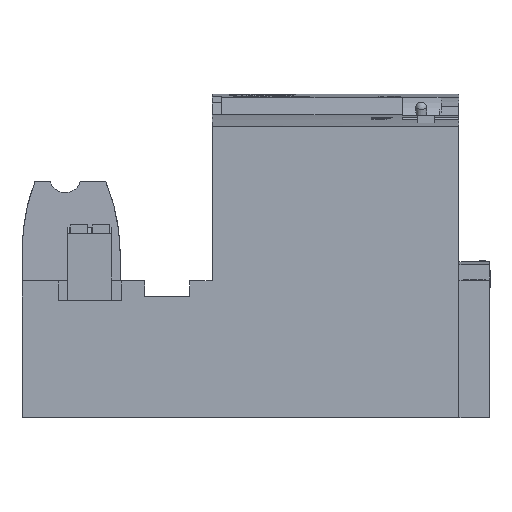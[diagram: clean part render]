
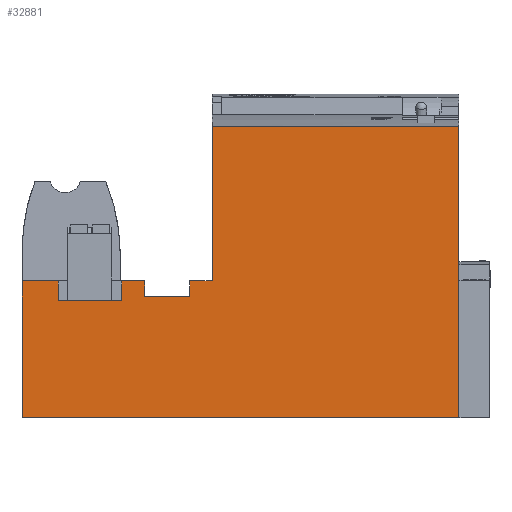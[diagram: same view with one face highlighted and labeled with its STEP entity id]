
A CAD part, front view. The second image highlights one B-rep face of the part: STEP entity #32881.
In plain terms, the highlighted planar face has unit normal (0, -1, 0).
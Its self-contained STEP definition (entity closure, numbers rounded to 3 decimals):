
#32881=ADVANCED_FACE('',(#40257),#37010,.T.);
#37010=PLANE('',#103235);
#40257=FACE_OUTER_BOUND('',#44215,.T.);
#44215=EDGE_LOOP('',(#49439,#49440,#49441,#49442,#49443,#49444,#49445,#49446,
#49447,#49448,#49449,#49450,#49451,#49452));
#49439=ORIENTED_EDGE('',*,*,#77360,.F.);
#49440=ORIENTED_EDGE('',*,*,#77361,.T.);
#49441=ORIENTED_EDGE('',*,*,#77362,.F.);
#49442=ORIENTED_EDGE('',*,*,#77363,.T.);
#49443=ORIENTED_EDGE('',*,*,#77364,.F.);
#49444=ORIENTED_EDGE('',*,*,#77365,.F.);
#49445=ORIENTED_EDGE('',*,*,#77366,.F.);
#49446=ORIENTED_EDGE('',*,*,#77367,.T.);
#49447=ORIENTED_EDGE('',*,*,#77368,.F.);
#49448=ORIENTED_EDGE('',*,*,#77369,.T.);
#49449=ORIENTED_EDGE('',*,*,#77370,.T.);
#49450=ORIENTED_EDGE('',*,*,#77326,.F.);
#49451=ORIENTED_EDGE('',*,*,#77371,.F.);
#49452=ORIENTED_EDGE('',*,*,#77372,.T.);
#70249=VERTEX_POINT('',#126596);
#70250=VERTEX_POINT('',#126598);
#70276=VERTEX_POINT('',#126668);
#70277=VERTEX_POINT('',#126669);
#70278=VERTEX_POINT('',#126671);
#70279=VERTEX_POINT('',#126673);
#70280=VERTEX_POINT('',#126675);
#70281=VERTEX_POINT('',#126677);
#70282=VERTEX_POINT('',#126679);
#70283=VERTEX_POINT('',#126681);
#70284=VERTEX_POINT('',#126683);
#70285=VERTEX_POINT('',#126685);
#70286=VERTEX_POINT('',#126687);
#70287=VERTEX_POINT('',#126690);
#77326=EDGE_CURVE('',#70249,#70250,#87763,.T.);
#77360=EDGE_CURVE('',#70276,#70277,#87792,.T.);
#77361=EDGE_CURVE('',#70276,#70278,#87793,.T.);
#77362=EDGE_CURVE('',#70279,#70278,#87794,.T.);
#77363=EDGE_CURVE('',#70279,#70280,#87795,.T.);
#77364=EDGE_CURVE('',#70281,#70280,#87796,.T.);
#77365=EDGE_CURVE('',#70282,#70281,#87797,.T.);
#77366=EDGE_CURVE('',#70283,#70282,#87798,.T.);
#77367=EDGE_CURVE('',#70283,#70284,#87799,.T.);
#77368=EDGE_CURVE('',#70285,#70284,#87800,.T.);
#77369=EDGE_CURVE('',#70285,#70286,#87801,.T.);
#77370=EDGE_CURVE('',#70286,#70250,#87802,.T.);
#77371=EDGE_CURVE('',#70287,#70249,#87803,.T.);
#77372=EDGE_CURVE('',#70287,#70277,#87804,.T.);
#87763=LINE('',#126597,#95426);
#87792=LINE('',#126667,#95455);
#87793=LINE('',#126670,#95456);
#87794=LINE('',#126672,#95457);
#87795=LINE('',#126674,#95458);
#87796=LINE('',#126676,#95459);
#87797=LINE('',#126678,#95460);
#87798=LINE('',#126680,#95461);
#87799=LINE('',#126682,#95462);
#87800=LINE('',#126684,#95463);
#87801=LINE('',#126686,#95464);
#87802=LINE('',#126688,#95465);
#87803=LINE('',#126689,#95466);
#87804=LINE('',#126691,#95467);
#95426=VECTOR('',#108440,1.);
#95455=VECTOR('',#108491,1.);
#95456=VECTOR('',#108492,1.);
#95457=VECTOR('',#108493,1.);
#95458=VECTOR('',#108494,1.);
#95459=VECTOR('',#108495,1.);
#95460=VECTOR('',#108496,1.);
#95461=VECTOR('',#108497,1.);
#95462=VECTOR('',#108498,1.);
#95463=VECTOR('',#108499,1.);
#95464=VECTOR('',#108500,1.);
#95465=VECTOR('',#108501,1.);
#95466=VECTOR('',#108502,1.);
#95467=VECTOR('',#108503,1.);
#103235=AXIS2_PLACEMENT_3D('',#126692,#108504,#108505);
#108440=DIRECTION('',(0.,0.,-1.));
#108491=DIRECTION('',(1.,0.,0.));
#108492=DIRECTION('',(0.,0.,-1.));
#108493=DIRECTION('',(1.,0.,0.));
#108494=DIRECTION('',(0.,0.,1.));
#108495=DIRECTION('',(1.,0.,0.));
#108496=DIRECTION('',(0.,0.,1.));
#108497=DIRECTION('',(1.,0.,0.));
#108498=DIRECTION('',(0.,0.,1.));
#108499=DIRECTION('',(1.,0.,0.));
#108500=DIRECTION('',(0.,0.,-1.));
#108501=DIRECTION('',(1.,0.,0.));
#108502=DIRECTION('',(1.,0.,0.));
#108503=DIRECTION('',(0.,0.,-1.));
#108504=DIRECTION('',(0.,-1.,0.));
#108505=DIRECTION('',(0.,0.,-1.));
#126596=CARTESIAN_POINT('',(0.,-76.6,59.596));
#126597=CARTESIAN_POINT('',(0.,-76.6,12.2));
#126598=CARTESIAN_POINT('',(0.,-76.6,-7.));
#126667=CARTESIAN_POINT('',(-81.,-76.6,24.3));
#126668=CARTESIAN_POINT('',(-61.6,-76.6,24.3));
#126669=CARTESIAN_POINT('',(-56.499,-76.6,24.3));
#126670=CARTESIAN_POINT('',(-61.6,-76.6,12.2));
#126671=CARTESIAN_POINT('',(-61.6,-76.6,20.8));
#126672=CARTESIAN_POINT('',(-100.,-76.6,20.8));
#126673=CARTESIAN_POINT('',(-71.9,-76.6,20.8));
#126674=CARTESIAN_POINT('',(-71.9,-76.6,12.2));
#126675=CARTESIAN_POINT('',(-71.9,-76.6,24.3));
#126676=CARTESIAN_POINT('',(-81.,-76.6,24.3));
#126677=CARTESIAN_POINT('',(-77.2,-76.6,24.3));
#126678=CARTESIAN_POINT('',(-77.2,-76.6,19.8));
#126679=CARTESIAN_POINT('',(-77.2,-76.6,19.8));
#126680=CARTESIAN_POINT('',(-91.75,-76.6,19.8));
#126681=CARTESIAN_POINT('',(-91.75,-76.6,19.8));
#126682=CARTESIAN_POINT('',(-91.75,-76.6,19.8));
#126683=CARTESIAN_POINT('',(-91.75,-76.6,24.3));
#126684=CARTESIAN_POINT('',(-81.,-76.6,24.3));
#126685=CARTESIAN_POINT('',(-100.,-76.6,24.3));
#126686=CARTESIAN_POINT('',(-100.,-76.6,12.2));
#126687=CARTESIAN_POINT('',(-100.,-76.6,-7.));
#126688=CARTESIAN_POINT('',(-100.,-76.6,-7.));
#126689=CARTESIAN_POINT('',(-56.499,-76.6,59.596));
#126690=CARTESIAN_POINT('',(-56.499,-76.6,59.596));
#126691=CARTESIAN_POINT('',(-56.499,-76.6,59.596));
#126692=CARTESIAN_POINT('',(-100.,-76.6,12.2));
